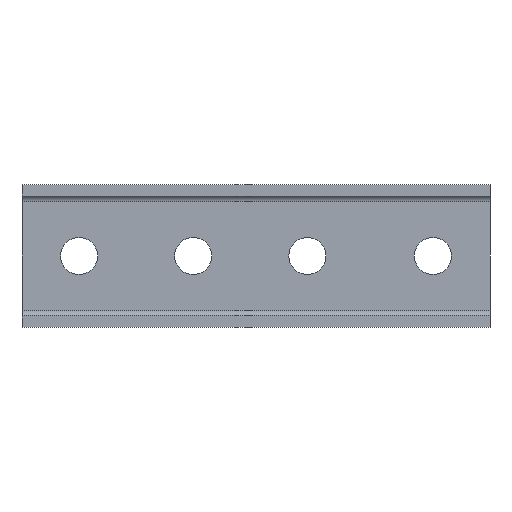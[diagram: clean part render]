
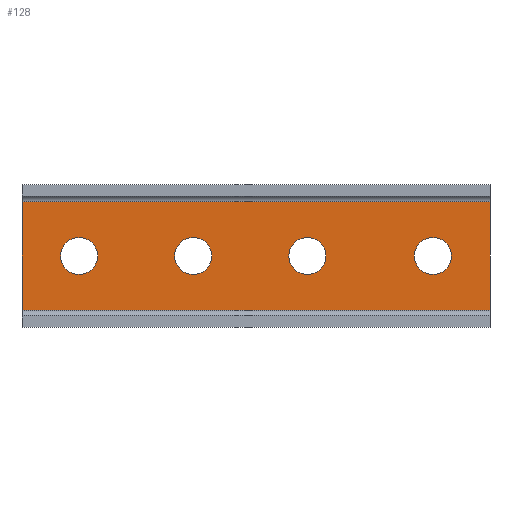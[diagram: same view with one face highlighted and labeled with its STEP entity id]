
A CAD part, front view. The second image highlights one B-rep face of the part: STEP entity #128.
In plain terms, the highlighted planar face has unit normal (0, -1, 0).
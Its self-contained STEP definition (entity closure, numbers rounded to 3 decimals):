
#7 = VERTEX_POINT ( 'NONE', #430 ) ;
#17 = VECTOR ( 'NONE', #257, 1000. ) ;
#23 = DIRECTION ( 'NONE',  ( 0., 1., 0. ) ) ;
#28 = CARTESIAN_POINT ( 'NONE',  ( -82., 10.75, 19. ) ) ;
#33 = EDGE_CURVE ( 'NONE', #218, #317, #311, .T. ) ;
#38 = DIRECTION ( 'NONE',  ( 0., 0., 1. ) ) ;
#40 = ORIENTED_EDGE ( 'NONE', *, *, #356, .F. ) ;
#57 = FACE_BOUND ( 'NONE', #758, .T. ) ;
#63 = VERTEX_POINT ( 'NONE', #681 ) ;
#66 = CARTESIAN_POINT ( 'NONE',  ( 62., 10.75, 0. ) ) ;
#77 = DIRECTION ( 'NONE',  ( 0., 0., 1. ) ) ;
#82 = DIRECTION ( 'NONE',  ( 0., 1., 0. ) ) ;
#88 = CARTESIAN_POINT ( 'NONE',  ( 62., 10.75, -6.5 ) ) ;
#90 = EDGE_CURVE ( 'NONE', #246, #232, #491, .T. ) ;
#92 = DIRECTION ( 'NONE',  ( 0., 1., 0. ) ) ;
#99 = DIRECTION ( 'NONE',  ( 0., 0., -1. ) ) ;
#100 = ORIENTED_EDGE ( 'NONE', *, *, #33, .T. ) ;
#101 = CARTESIAN_POINT ( 'NONE',  ( -22., 10.75, -6.5 ) ) ;
#103 = VERTEX_POINT ( 'NONE', #115 ) ;
#108 = AXIS2_PLACEMENT_3D ( 'NONE', #688, #770, #144 ) ;
#115 = CARTESIAN_POINT ( 'NONE',  ( 82., 10.75, 19. ) ) ;
#117 = CARTESIAN_POINT ( 'NONE',  ( 82., 10.75, -19. ) ) ;
#118 = VERTEX_POINT ( 'NONE', #117 ) ;
#123 = PLANE ( 'NONE',  #610 ) ;
#128 = ADVANCED_FACE ( 'NONE', ( #357, #611, #57, #302, #549 ), #123, .F. ) ;
#138 = VERTEX_POINT ( 'NONE', #325 ) ;
#139 = CARTESIAN_POINT ( 'NONE',  ( 82., 10.75, 19. ) ) ;
#144 = DIRECTION ( 'NONE',  ( 0., 0., 1. ) ) ;
#145 = AXIS2_PLACEMENT_3D ( 'NONE', #643, #92, #374 ) ;
#148 = EDGE_CURVE ( 'NONE', #232, #246, #506, .T. ) ;
#151 = CARTESIAN_POINT ( 'NONE',  ( 82., 10.75, -19. ) ) ;
#156 = DIRECTION ( 'NONE',  ( 0., 1., 0. ) ) ;
#161 = ORIENTED_EDGE ( 'NONE', *, *, #190, .T. ) ;
#162 = CIRCLE ( 'NONE', #145, 6.5 ) ;
#190 = EDGE_CURVE ( 'NONE', #753, #478, #358, .T. ) ;
#194 = DIRECTION ( 'NONE',  ( 0., 0., 1. ) ) ;
#200 = DIRECTION ( 'NONE',  ( 0., 1., 0. ) ) ;
#218 = VERTEX_POINT ( 'NONE', #28 ) ;
#232 = VERTEX_POINT ( 'NONE', #88 ) ;
#234 = ORIENTED_EDGE ( 'NONE', *, *, #803, .T. ) ;
#235 = EDGE_CURVE ( 'NONE', #118, #317, #271, .T. ) ;
#241 = DIRECTION ( 'NONE',  ( 0., 0., -1. ) ) ;
#246 = VERTEX_POINT ( 'NONE', #516 ) ;
#248 = CARTESIAN_POINT ( 'NONE',  ( -22., 10.75, 6.5 ) ) ;
#256 = CARTESIAN_POINT ( 'NONE',  ( 18., 10.75, 0. ) ) ;
#257 = DIRECTION ( 'NONE',  ( -1., 0., 0. ) ) ;
#259 = EDGE_CURVE ( 'NONE', #478, #753, #162, .T. ) ;
#260 = AXIS2_PLACEMENT_3D ( 'NONE', #575, #23, #503 ) ;
#269 = DIRECTION ( 'NONE',  ( -1., 0., 0. ) ) ;
#271 = LINE ( 'NONE', #151, #17 ) ;
#287 = AXIS2_PLACEMENT_3D ( 'NONE', #66, #498, #194 ) ;
#291 = CARTESIAN_POINT ( 'NONE',  ( 82., 10.75, 19. ) ) ;
#292 = EDGE_LOOP ( 'NONE', ( #234, #743 ) ) ;
#302 = FACE_BOUND ( 'NONE', #471, .T. ) ;
#311 = LINE ( 'NONE', #740, #596 ) ;
#317 = VERTEX_POINT ( 'NONE', #660 ) ;
#325 = CARTESIAN_POINT ( 'NONE',  ( -62., 10.75, 6.5 ) ) ;
#328 = CARTESIAN_POINT ( 'NONE',  ( 18., 10.75, -6.5 ) ) ;
#332 = LINE ( 'NONE', #139, #533 ) ;
#340 = CARTESIAN_POINT ( 'NONE',  ( -62., 10.75, 0. ) ) ;
#342 = LINE ( 'NONE', #291, #793 ) ;
#345 = DIRECTION ( 'NONE',  ( 0., 1., 0. ) ) ;
#356 = EDGE_CURVE ( 'NONE', #103, #118, #342, .T. ) ;
#357 = FACE_BOUND ( 'NONE', #292, .T. ) ;
#358 = CIRCLE ( 'NONE', #108, 6.5 ) ;
#361 = CIRCLE ( 'NONE', #663, 6.5 ) ;
#368 = EDGE_CURVE ( 'NONE', #726, #63, #647, .T. ) ;
#374 = DIRECTION ( 'NONE',  ( 0., 0., 1. ) ) ;
#385 = DIRECTION ( 'NONE',  ( 0., 0., 1. ) ) ;
#386 = ORIENTED_EDGE ( 'NONE', *, *, #606, .T. ) ;
#390 = ORIENTED_EDGE ( 'NONE', *, *, #259, .T. ) ;
#394 = EDGE_LOOP ( 'NONE', ( #390, #161 ) ) ;
#401 = ORIENTED_EDGE ( 'NONE', *, *, #368, .T. ) ;
#405 = ORIENTED_EDGE ( 'NONE', *, *, #90, .T. ) ;
#430 = CARTESIAN_POINT ( 'NONE',  ( -62., 10.75, -6.5 ) ) ;
#442 = EDGE_CURVE ( 'NONE', #7, #138, #739, .T. ) ;
#457 = CARTESIAN_POINT ( 'NONE',  ( -62., 10.75, 0. ) ) ;
#471 = EDGE_LOOP ( 'NONE', ( #405, #529 ) ) ;
#478 = VERTEX_POINT ( 'NONE', #248 ) ;
#491 = CIRCLE ( 'NONE', #287, 6.5 ) ;
#498 = DIRECTION ( 'NONE',  ( 0., 1., 0. ) ) ;
#503 = DIRECTION ( 'NONE',  ( 0., 0., 1. ) ) ;
#506 = CIRCLE ( 'NONE', #260, 6.5 ) ;
#516 = CARTESIAN_POINT ( 'NONE',  ( 62., 10.75, 6.5 ) ) ;
#529 = ORIENTED_EDGE ( 'NONE', *, *, #148, .T. ) ;
#532 = DIRECTION ( 'NONE',  ( 0., 0., 1. ) ) ;
#533 = VECTOR ( 'NONE', #269, 1000. ) ;
#537 = EDGE_LOOP ( 'NONE', ( #100, #540, #40, #386 ) ) ;
#540 = ORIENTED_EDGE ( 'NONE', *, *, #235, .F. ) ;
#549 = FACE_OUTER_BOUND ( 'NONE', #537, .T. ) ;
#562 = AXIS2_PLACEMENT_3D ( 'NONE', #256, #200, #77 ) ;
#573 = AXIS2_PLACEMENT_3D ( 'NONE', #721, #345, #532 ) ;
#575 = CARTESIAN_POINT ( 'NONE',  ( 62., 10.75, 0. ) ) ;
#592 = DIRECTION ( 'NONE',  ( 0., 1., 0. ) ) ;
#596 = VECTOR ( 'NONE', #241, 1000. ) ;
#606 = EDGE_CURVE ( 'NONE', #103, #218, #332, .T. ) ;
#610 = AXIS2_PLACEMENT_3D ( 'NONE', #615, #82, #385 ) ;
#611 = FACE_BOUND ( 'NONE', #394, .T. ) ;
#615 = CARTESIAN_POINT ( 'NONE',  ( 82., 10.75, 19. ) ) ;
#643 = CARTESIAN_POINT ( 'NONE',  ( -22., 10.75, 0. ) ) ;
#645 = DIRECTION ( 'NONE',  ( 0., 0., 1. ) ) ;
#647 = CIRCLE ( 'NONE', #573, 6.5 ) ;
#650 = ORIENTED_EDGE ( 'NONE', *, *, #714, .T. ) ;
#660 = CARTESIAN_POINT ( 'NONE',  ( -82., 10.75, -19. ) ) ;
#663 = AXIS2_PLACEMENT_3D ( 'NONE', #340, #592, #38 ) ;
#679 = CIRCLE ( 'NONE', #562, 6.5 ) ;
#681 = CARTESIAN_POINT ( 'NONE',  ( 18., 10.75, 6.5 ) ) ;
#688 = CARTESIAN_POINT ( 'NONE',  ( -22., 10.75, 0. ) ) ;
#712 = AXIS2_PLACEMENT_3D ( 'NONE', #457, #156, #645 ) ;
#714 = EDGE_CURVE ( 'NONE', #63, #726, #679, .T. ) ;
#721 = CARTESIAN_POINT ( 'NONE',  ( 18., 10.75, 0. ) ) ;
#726 = VERTEX_POINT ( 'NONE', #328 ) ;
#739 = CIRCLE ( 'NONE', #712, 6.5 ) ;
#740 = CARTESIAN_POINT ( 'NONE',  ( -82., 10.75, 19. ) ) ;
#743 = ORIENTED_EDGE ( 'NONE', *, *, #442, .T. ) ;
#753 = VERTEX_POINT ( 'NONE', #101 ) ;
#758 = EDGE_LOOP ( 'NONE', ( #650, #401 ) ) ;
#770 = DIRECTION ( 'NONE',  ( 0., 1., 0. ) ) ;
#793 = VECTOR ( 'NONE', #99, 1000. ) ;
#803 = EDGE_CURVE ( 'NONE', #138, #7, #361, .T. ) ;
